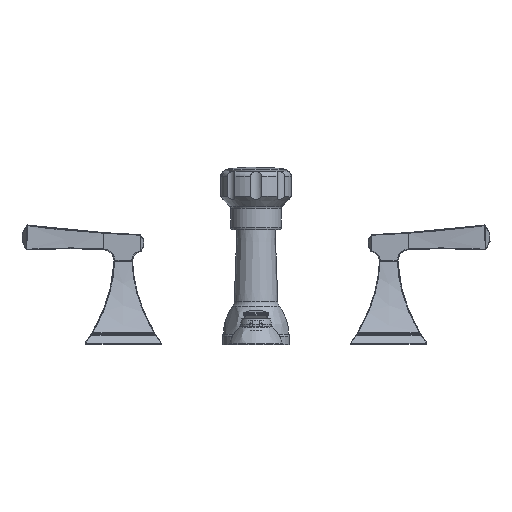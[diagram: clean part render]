
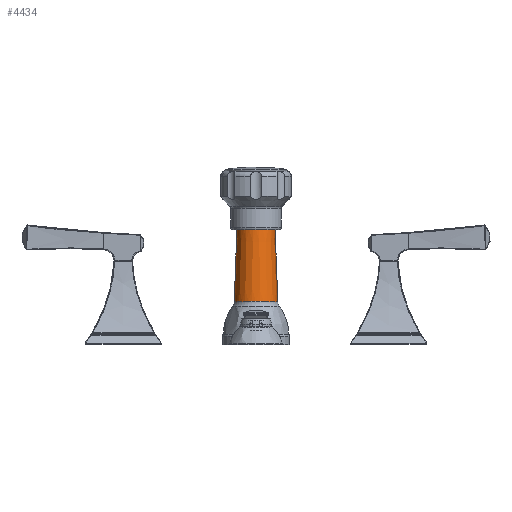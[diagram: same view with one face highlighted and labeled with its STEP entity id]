
A CAD part, top view. The second image highlights one B-rep face of the part: STEP entity #4434.
In plain terms, the highlighted conical face has half-angle 2.15 degrees and reference radius 15.652 mm.
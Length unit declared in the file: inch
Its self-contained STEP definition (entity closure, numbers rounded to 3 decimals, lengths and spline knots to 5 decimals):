
#3679=CARTESIAN_POINT('',(0.00014,3.468,-9.));
#3680=DIRECTION('',(0.,-1.,0.));
#3681=DIRECTION('',(1.,0.,0.));
#3682=AXIS2_PLACEMENT_3D('',#3679,#3680,#3681);
#3689=DIRECTION('',(0.038,0.999,0.));
#3690=VECTOR('',#3689,2.16618);
#3691=CARTESIAN_POINT('',(-0.65673,1.30334,
-9.));
#3692=LINE('',#3691,#3690);
#3693=DIRECTION('',(-0.038,0.999,0.));
#3694=VECTOR('',#3693,2.16618);
#3695=CARTESIAN_POINT('',(0.65701,1.30334,
-9.));
#3696=LINE('',#3695,#3694);
#3712=CARTESIAN_POINT('',(0.00014,1.30334,-9.));
#3713=DIRECTION('',(0.,-1.,0.));
#3714=DIRECTION('',(1.,0.,0.));
#3715=AXIS2_PLACEMENT_3D('',#3712,#3713,#3714);
#3807=CARTESIAN_POINT('',(-0.65673,1.30334,-9.));
#3808=CARTESIAN_POINT('',(0.65701,1.30334,-9.));
#3809=VERTEX_POINT('',#3807);
#3810=VERTEX_POINT('',#3808);
#3901=CARTESIAN_POINT('',(0.57573,3.468,-9.));
#3902=CARTESIAN_POINT('',(-0.57545,3.468,-9.));
#3903=VERTEX_POINT('',#3901);
#3904=VERTEX_POINT('',#3902);
#4420=CARTESIAN_POINT('',(0.00014,2.38567,-9.));
#4421=DIRECTION('',(0.,-1.,0.));
#4422=DIRECTION('',(-1.,0.,0.));
#4423=AXIS2_PLACEMENT_3D('',#4420,#4421,#4422);
#4424=CONICAL_SURFACE('',#4423,0.61623,2.15);
#4425=ORIENTED_EDGE('',*,*,#4413,.F.);
#4427=ORIENTED_EDGE('',*,*,#4426,.F.);
#4429=ORIENTED_EDGE('',*,*,#4428,.T.);
#4431=ORIENTED_EDGE('',*,*,#4430,.T.);
#4432=EDGE_LOOP('',(#4425,#4427,#4429,#4431));
#4433=FACE_OUTER_BOUND('',#4432,.F.);
#4434=ADVANCED_FACE('',(#4433),#4424,.T.);
#3683=CIRCLE('',#3682,0.57559);
#3716=CIRCLE('',#3715,0.65687);
#4413=EDGE_CURVE('',#3903,#3904,#3683,.T.);
#4426=EDGE_CURVE('',#3810,#3903,#3696,.T.);
#4428=EDGE_CURVE('',#3810,#3809,#3716,.T.);
#4430=EDGE_CURVE('',#3809,#3904,#3692,.T.);
